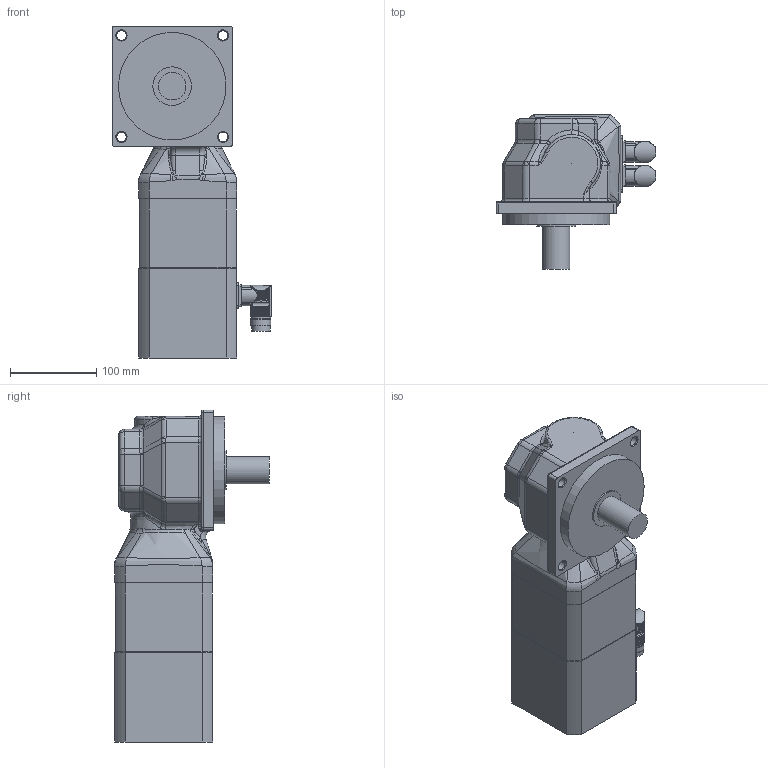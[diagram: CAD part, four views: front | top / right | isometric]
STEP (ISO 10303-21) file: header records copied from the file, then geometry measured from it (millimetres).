
FILE_DESCRIPTION(/* description */ (''),/* implementation_level */ '2;1');
FILE_NAME(/* name */ 'KSG468D_Rx_DED90',/* time_stamp */ '2009-02-11T13:51:26+01:00',/* author */ (''),/* organization */ (''),/* preprocessor_version */ 'ST-DEVELOPER v8',/* originating_system */ 'UNIGRAPHICS SOLUTIONS - UNIGRAPHICS 18.0',/* authorisation */ '');
FILE_SCHEMA (('AUTOMOTIVE_DESIGN { 1 2 10303 214 0 1 1 1 }'));
Length unit declared in the file: millimetre
Products named in the file (3): Getrieberumpf_SG4_0; Winkelflanschdose_0; KSG464D-RD_DED90_0
Assembly tree (3 placements, depth 2):
  KSG464D-RD_DED90_0
    Winkelflanschdose_0  x2
    Getrieberumpf_SG4_0
Bounding box: 185.99 x 180 x 386 mm (x, y, z)
Volume: 3406199.9 mm3; surface area: 328043.5 mm2
Topology: 4 solids, 12 shells, 1036 faces, 2611 edges, 1577 vertices
Faces by surface type: cylinder 520, bspline 174, plane 172, torus 72, cone 54, sphere 44
Full cylindrical faces by diameter (mm): 0.092 x1, 5 x8, 6.8 x4, 9 x1, 11 x4, 16 x2, 20 x1, 21 x2, 21.5 x2, 23 x4, 32 x1, 45 x1, 46 x1, 50 x1, 52 x3, 52.001 x2, 53.5 x1, 56 x1, 62 x2, 62.001 x1, 100 x1, 106 x1, 111 x2, 125 x1
Entity records: 35264 total; most frequent: CARTESIAN_POINT 16756, ORIENTED_EDGE 3906, DIRECTION 3664, EDGE_CURVE 1953, AXIS2_PLACEMENT_3D 1552, VERTEX_POINT 1223, EDGE_LOOP 990, ADVANCED_FACE 872
